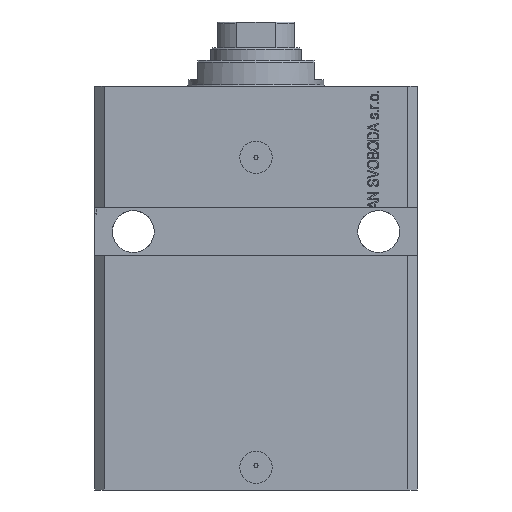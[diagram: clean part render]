
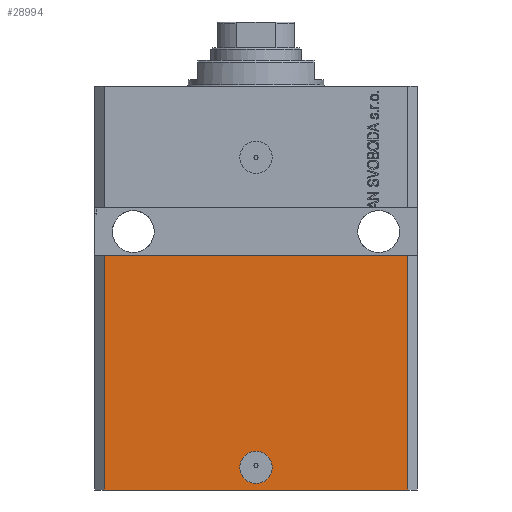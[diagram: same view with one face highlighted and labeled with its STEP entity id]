
A CAD part, front view. The second image highlights one B-rep face of the part: STEP entity #28994.
In plain terms, the highlighted planar face has unit normal (0, -1, 0).
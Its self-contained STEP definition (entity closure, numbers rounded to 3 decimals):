
#287 = ORIENTED_EDGE ( 'NONE', *, *, #5926, .F. ) ;
#766 = CARTESIAN_POINT ( 'NONE',  ( 47., -37.5, -52.5 ) ) ;
#1254 = FACE_OUTER_BOUND ( 'NONE', #25802, .T. ) ;
#1835 = CARTESIAN_POINT ( 'NONE',  ( 47., -37.5, -125. ) ) ;
#3462 = LINE ( 'NONE', #31181, #35561 ) ;
#3910 = ORIENTED_EDGE ( 'NONE', *, *, #5999, .F. ) ;
#5286 = CIRCLE ( 'NONE', #30701, 5. ) ;
#5511 = DIRECTION ( 'NONE',  ( 1., 0., 0. ) ) ;
#5926 = EDGE_CURVE ( 'NONE', #25251, #13438, #32773, .T. ) ;
#5999 = EDGE_CURVE ( 'NONE', #31792, #23862, #5286, .T. ) ;
#6019 = DIRECTION ( 'NONE',  ( 0., 0., 1. ) ) ;
#6339 = CARTESIAN_POINT ( 'NONE',  ( 0., -37.5, -118. ) ) ;
#6634 = DIRECTION ( 'NONE',  ( 1., 0., 0. ) ) ;
#7305 = CARTESIAN_POINT ( 'NONE',  ( 0., -37.5, -118. ) ) ;
#8070 = FACE_BOUND ( 'NONE', #13490, .T. ) ;
#8673 = VERTEX_POINT ( 'NONE', #1835 ) ;
#9286 = ORIENTED_EDGE ( 'NONE', *, *, #14950, .T. ) ;
#13167 = DIRECTION ( 'NONE',  ( 1., 0., 0. ) ) ;
#13438 = VERTEX_POINT ( 'NONE', #766 ) ;
#13490 = EDGE_LOOP ( 'NONE', ( #3910, #41645 ) ) ;
#14674 = DIRECTION ( 'NONE',  ( 1., 0., 0. ) ) ;
#14950 = EDGE_CURVE ( 'NONE', #8673, #13438, #16260, .T. ) ;
#15122 = DIRECTION ( 'NONE',  ( 0., -1., 0. ) ) ;
#16260 = LINE ( 'NONE', #43969, #36639 ) ;
#17544 = CARTESIAN_POINT ( 'NONE',  ( -47., -37.5, -125. ) ) ;
#20545 = AXIS2_PLACEMENT_3D ( 'NONE', #6339, #44282, #13167 ) ;
#22423 = EDGE_CURVE ( 'NONE', #23467, #25251, #23768, .T. ) ;
#22694 = CIRCLE ( 'NONE', #20545, 5. ) ;
#23467 = VERTEX_POINT ( 'NONE', #17544 ) ;
#23768 = LINE ( 'NONE', #28463, #42061 ) ;
#23862 = VERTEX_POINT ( 'NONE', #40376 ) ;
#24639 = CARTESIAN_POINT ( 'NONE',  ( 5., -37.5, -118. ) ) ;
#24739 = ORIENTED_EDGE ( 'NONE', *, *, #25239, .T. ) ;
#25239 = EDGE_CURVE ( 'NONE', #23467, #8673, #3462, .T. ) ;
#25244 = CARTESIAN_POINT ( 'NONE',  ( -47., -37.5, -52.5 ) ) ;
#25251 = VERTEX_POINT ( 'NONE', #25244 ) ;
#25802 = EDGE_LOOP ( 'NONE', ( #287, #32135, #24739, #9286 ) ) ;
#27094 = DIRECTION ( 'NONE',  ( 0., -1., 0. ) ) ;
#28463 = CARTESIAN_POINT ( 'NONE',  ( -47., -37.5, -125. ) ) ;
#28994 = ADVANCED_FACE ( 'NONE', ( #8070, #1254 ), #34497, .T. ) ;
#30701 = AXIS2_PLACEMENT_3D ( 'NONE', #7305, #27094, #6634 ) ;
#30816 = DIRECTION ( 'NONE',  ( 0., 0., 1. ) ) ;
#31181 = CARTESIAN_POINT ( 'NONE',  ( -47., -37.5, -125. ) ) ;
#31792 = VERTEX_POINT ( 'NONE', #24639 ) ;
#32135 = ORIENTED_EDGE ( 'NONE', *, *, #22423, .F. ) ;
#32773 = LINE ( 'NONE', #43905, #34326 ) ;
#34326 = VECTOR ( 'NONE', #5511, 1000. ) ;
#34497 = PLANE ( 'NONE',  #37105 ) ;
#35553 = CARTESIAN_POINT ( 'NONE',  ( -47., -37.5, -125. ) ) ;
#35561 = VECTOR ( 'NONE', #39314, 1000. ) ;
#36639 = VECTOR ( 'NONE', #6019, 1000. ) ;
#37105 = AXIS2_PLACEMENT_3D ( 'NONE', #35553, #15122, #14674 ) ;
#39314 = DIRECTION ( 'NONE',  ( 1., 0., 0. ) ) ;
#40376 = CARTESIAN_POINT ( 'NONE',  ( -5., -37.5, -118. ) ) ;
#41645 = ORIENTED_EDGE ( 'NONE', *, *, #42031, .F. ) ;
#42031 = EDGE_CURVE ( 'NONE', #23862, #31792, #22694, .T. ) ;
#42061 = VECTOR ( 'NONE', #30816, 1000. ) ;
#43905 = CARTESIAN_POINT ( 'NONE',  ( -50., -37.5, -52.5 ) ) ;
#43969 = CARTESIAN_POINT ( 'NONE',  ( 47., -37.5, -125. ) ) ;
#44282 = DIRECTION ( 'NONE',  ( 0., -1., 0. ) ) ;
